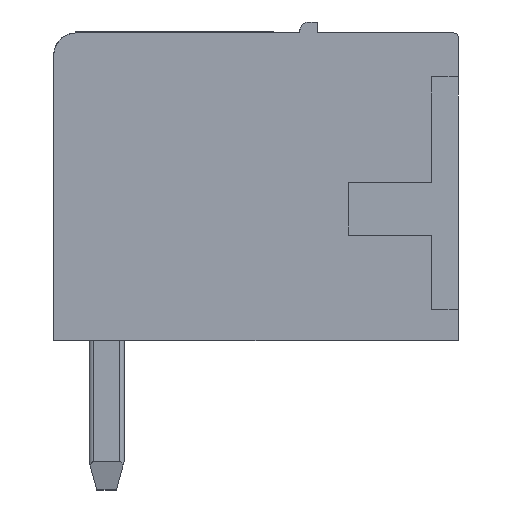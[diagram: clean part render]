
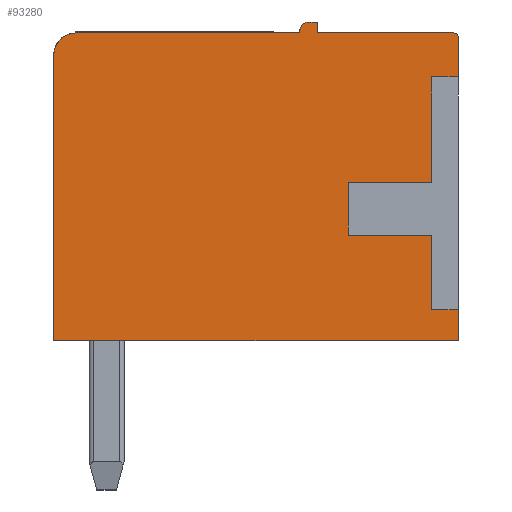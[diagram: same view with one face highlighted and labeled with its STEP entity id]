
A CAD part, left-side view. The second image highlights one B-rep face of the part: STEP entity #93280.
In plain terms, the highlighted face is planar.
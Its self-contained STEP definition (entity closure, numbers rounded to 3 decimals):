
#70670=CARTESIAN_POINT('',(-71.401,2.421,-10.675
));
#70680=DIRECTION('',(0.,1.,0.));
#70690=VECTOR('',#70680,1.);
#70700=LINE('',#70670,#70690);
#70710=CARTESIAN_POINT('',(-71.401,-2.817,
-10.675));
#70720=VERTEX_POINT('',#70710);
#70730=CARTESIAN_POINT('',(-71.401,3.683,-10.675
));
#70740=VERTEX_POINT('',#70730);
#70750=EDGE_CURVE('',#70720,#70740,#70700,.T.);
#89480=CARTESIAN_POINT('',(-66.93,4.183,
-10.597));
#89490=DIRECTION('',(-1.,0.,-0.017));
#89500=VECTOR('',#89490,1.);
#89510=LINE('',#89480,#89500);
#89520=CARTESIAN_POINT('',(-65.801,4.183,
-10.577));
#89530=VERTEX_POINT('',#89520);
#89540=CARTESIAN_POINT('',(-70.901,4.183,-10.666
));
#89550=VERTEX_POINT('',#89540);
#89560=EDGE_CURVE('',#89530,#89550,#89510,.T.);
#90580=CARTESIAN_POINT('',(-65.801,2.421,
-10.577));
#90590=DIRECTION('',(0.,-1.,0.));
#90600=VECTOR('',#90590,1.);
#90610=LINE('',#90580,#90600);
#90620=CARTESIAN_POINT('',(-65.801,4.233,
-10.577));
#90630=VERTEX_POINT('',#90620);
#90640=EDGE_CURVE('',#90630,#89530,#90610,.T.);
#91020=CARTESIAN_POINT('',(-62.801,0.783,
-10.525));
#91030=VERTEX_POINT('',#91020);
#91180=CARTESIAN_POINT('',(-64.701,0.783,
-10.558));
#91190=VERTEX_POINT('',#91180);
#91220=CARTESIAN_POINT('',(-66.93,0.783,
-10.597));
#91230=DIRECTION('',(1.,0.,0.017));
#91240=VECTOR('',#91230,1.);
#91250=LINE('',#91220,#91240);
#91260=EDGE_CURVE('',#91190,#91030,#91250,.T.);
#91470=CARTESIAN_POINT('',(-62.801,3.183,-10.525
));
#91480=VERTEX_POINT('',#91470);
#91600=CARTESIAN_POINT('',(-62.801,2.421,-10.525
));
#91610=DIRECTION('',(0.,1.,0.));
#91620=VECTOR('',#91610,1.);
#91630=LINE('',#91600,#91620);
#91640=EDGE_CURVE('',#91030,#91480,#91630,.T.);
#91870=CARTESIAN_POINT('',(-62.201,3.183,-10.514
));
#91880=VERTEX_POINT('',#91870);
#91980=CARTESIAN_POINT('',(-66.93,3.183,
-10.597));
#91990=DIRECTION('',(1.,0.,0.017));
#92000=VECTOR('',#91990,1.);
#92010=LINE('',#91980,#92000);
#92020=EDGE_CURVE('',#91480,#91880,#92010,.T.);
#92140=CARTESIAN_POINT('',(-60.787,5.158,
-10.49));
#92150=DIRECTION('',(0.017,0.,-1.));
#92160=DIRECTION('',(-1.,0.,
-0.017));
#92170=AXIS2_PLACEMENT_3D('',#92140,#92150,#92160);
#92180=PLANE('',#92170);
#92190=CARTESIAN_POINT('',(-65.601,4.233,
-10.574));
#92200=DIRECTION('',(0.017,0.,-1.));
#92210=DIRECTION('',(-1.,0.,
-0.017));
#92220=AXIS2_PLACEMENT_3D('',#92190,#92200,#92210);
#92230=ELLIPSE('',#92220,0.2,0.2);
#92240=CARTESIAN_POINT('',(-65.601,4.433,
-10.574));
#92250=VERTEX_POINT('',#92240);
#92260=EDGE_CURVE('',#90630,#92250,#92230,.T.);
#92270=ORIENTED_EDGE('',*,*,#92260,.F.);
#92280=CARTESIAN_POINT('',(-66.93,4.433,
-10.597));
#92290=DIRECTION('',(1.,0.,0.017));
#92300=VECTOR('',#92290,1.);
#92310=LINE('',#92280,#92300);
#92320=CARTESIAN_POINT('',(-65.401,4.433,
-10.57));
#92330=VERTEX_POINT('',#92320);
#92340=EDGE_CURVE('',#92250,#92330,#92310,.T.);
#92350=ORIENTED_EDGE('',*,*,#92340,.F.);
#92360=CARTESIAN_POINT('',(-65.401,2.421,
-10.57));
#92370=DIRECTION('',(0.,1.,0.));
#92380=VECTOR('',#92370,1.);
#92390=LINE('',#92360,#92380);
#92400=CARTESIAN_POINT('',(-65.401,4.183,
-10.57));
#92410=VERTEX_POINT('',#92400);
#92420=EDGE_CURVE('',#92410,#92330,#92390,.T.);
#92430=ORIENTED_EDGE('',*,*,#92420,.T.);
#92440=CARTESIAN_POINT('',(-66.93,4.183,
-10.597));
#92450=DIRECTION('',(1.,0.,0.017));
#92460=VECTOR('',#92450,1.);
#92470=LINE('',#92440,#92460);
#92480=CARTESIAN_POINT('',(-62.301,4.183,
-10.516));
#92490=VERTEX_POINT('',#92480);
#92500=EDGE_CURVE('',#92410,#92490,#92470,.T.);
#92510=ORIENTED_EDGE('',*,*,#92500,.F.);
#92520=CARTESIAN_POINT('',(-62.301,4.083,
-10.516));
#92530=DIRECTION('',(0.017,0.,-1.));
#92540=DIRECTION('',(-1.,0.,
-0.017));
#92550=AXIS2_PLACEMENT_3D('',#92520,#92530,#92540);
#92560=ELLIPSE('',#92550,0.1,0.1);
#92570=CARTESIAN_POINT('',(-62.201,4.083,-10.514
));
#92580=VERTEX_POINT('',#92570);
#92590=EDGE_CURVE('',#92490,#92580,#92560,.T.);
#92600=ORIENTED_EDGE('',*,*,#92590,.F.);
#92610=CARTESIAN_POINT('',(-62.201,2.421,-10.514
));
#92620=DIRECTION('',(0.,-1.,0.));
#92630=VECTOR('',#92620,1.);
#92640=LINE('',#92610,#92630);
#92650=EDGE_CURVE('',#92580,#91880,#92640,.T.);
#92660=ORIENTED_EDGE('',*,*,#92650,.F.);
#92670=ORIENTED_EDGE('',*,*,#92020,.T.);
#92680=ORIENTED_EDGE('',*,*,#91640,.T.);
#92690=ORIENTED_EDGE('',*,*,#91260,.T.);
#92700=CARTESIAN_POINT('',(-64.701,2.421,-10.558
));
#92710=DIRECTION('',(0.,1.,0.));
#92720=VECTOR('',#92710,1.);
#92730=LINE('',#92700,#92720);
#92740=CARTESIAN_POINT('',(-64.701,-0.417,
-10.558));
#92750=VERTEX_POINT('',#92740);
#92760=EDGE_CURVE('',#92750,#91190,#92730,.T.);
#92770=ORIENTED_EDGE('',*,*,#92760,.T.);
#92780=CARTESIAN_POINT('',(-66.93,-0.417,
-10.597));
#92790=DIRECTION('',(-1.,0.,-0.017));
#92800=VECTOR('',#92790,1.);
#92810=LINE('',#92780,#92800);
#92820=CARTESIAN_POINT('',(-62.801,-0.417,
-10.525));
#92830=VERTEX_POINT('',#92820);
#92840=EDGE_CURVE('',#92830,#92750,#92810,.T.);
#92850=ORIENTED_EDGE('',*,*,#92840,.T.);
#92860=CARTESIAN_POINT('',(-62.801,2.421,-10.525
));
#92870=DIRECTION('',(0.,1.,0.));
#92880=VECTOR('',#92870,1.);
#92890=LINE('',#92860,#92880);
#92900=CARTESIAN_POINT('',(-62.801,-2.117,
-10.525));
#92910=VERTEX_POINT('',#92900);
#92920=EDGE_CURVE('',#92910,#92830,#92890,.T.);
#92930=ORIENTED_EDGE('',*,*,#92920,.T.);
#92940=CARTESIAN_POINT('',(-66.93,-2.117,
-10.597));
#92950=DIRECTION('',(-1.,0.,-0.017));
#92960=VECTOR('',#92950,1.);
#92970=LINE('',#92940,#92960);
#92980=CARTESIAN_POINT('',(-62.201,-2.117,
-10.514));
#92990=VERTEX_POINT('',#92980);
#93000=EDGE_CURVE('',#92990,#92910,#92970,.T.);
#93010=ORIENTED_EDGE('',*,*,#93000,.T.);
#93020=CARTESIAN_POINT('',(-62.201,2.421,-10.514
));
#93030=DIRECTION('',(0.,-1.,0.));
#93040=VECTOR('',#93030,1.);
#93050=LINE('',#93020,#93040);
#93060=CARTESIAN_POINT('',(-62.201,-2.817,
-10.514));
#93070=VERTEX_POINT('',#93060);
#93080=EDGE_CURVE('',#92990,#93070,#93050,.T.);
#93090=ORIENTED_EDGE('',*,*,#93080,.F.);
#93100=CARTESIAN_POINT('',(-66.93,-2.817,
-10.597));
#93110=DIRECTION('',(-1.,0.,
-0.017));
#93120=VECTOR('',#93110,1.);
#93130=LINE('',#93100,#93120);
#93140=EDGE_CURVE('',#93070,#70720,#93130,.T.);
#93150=ORIENTED_EDGE('',*,*,#93140,.F.);
#93160=ORIENTED_EDGE('',*,*,#70750,.F.);
#93170=CARTESIAN_POINT('',(-70.901,3.683,
-10.666));
#93180=DIRECTION('',(0.017,0.,-1.));
#93190=DIRECTION('',(-1.,0.,
-0.017));
#93200=AXIS2_PLACEMENT_3D('',#93170,#93180,#93190);
#93210=ELLIPSE('',#93200,0.5,0.5);
#93220=EDGE_CURVE('',#70740,#89550,#93210,.T.);
#93230=ORIENTED_EDGE('',*,*,#93220,.F.);
#93240=ORIENTED_EDGE('',*,*,#89560,.T.);
#93250=ORIENTED_EDGE('',*,*,#90640,.T.);
#93260=EDGE_LOOP('',(#93250,#93240,#93230,#93160,#93150,#93090,#93010,
#92930,#92850,#92770,#92690,#92680,#92670,#92660,#92600,#92510,#92430,
#92350,#92270));
#93270=FACE_OUTER_BOUND('',#93260,.T.);
#93280=ADVANCED_FACE('',(#93270),#92180,.F.);
